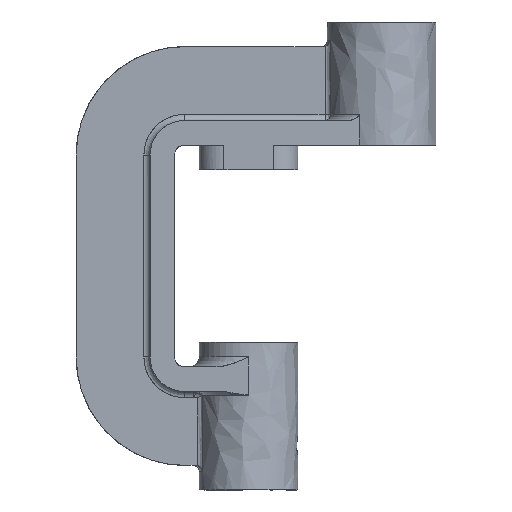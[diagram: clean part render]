
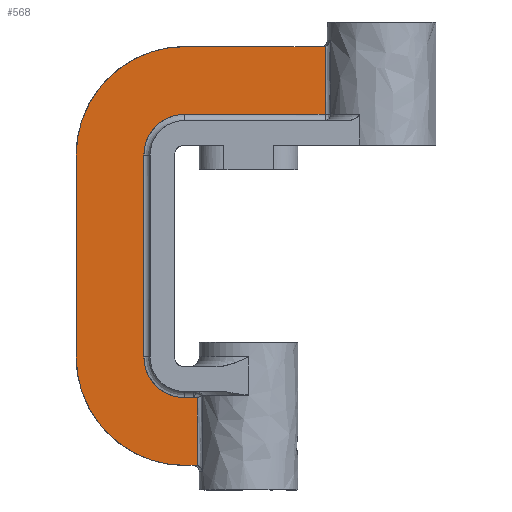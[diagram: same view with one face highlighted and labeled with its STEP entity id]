
A CAD part, left-side view. The second image highlights one B-rep face of the part: STEP entity #568.
In plain terms, the highlighted free-form (B-spline) face has degree [1, 1] with [2, 2] control points.
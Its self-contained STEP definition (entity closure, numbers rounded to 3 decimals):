
#568 = ADVANCED_FACE('',(#569),#710,.T.);
#569 = FACE_BOUND('',#570,.T.);
#570 = EDGE_LOOP('',(#571,#583,#590,#598,#605,#613,#620,#627,#637,#644,
    #652,#659,#667,#674,#684,#691));
#571 = ORIENTED_EDGE('',*,*,#572,.T.);
#572 = EDGE_CURVE('',#573,#575,#577,.T.);
#573 = VERTEX_POINT('',#574);
#574 = CARTESIAN_POINT('',(-2.789,35.295,
    -47.625));
#575 = VERTEX_POINT('',#576);
#576 = CARTESIAN_POINT('',(-2.789,35.46,
    -47.646));
#577 = B_SPLINE_CURVE_WITH_KNOTS('',4,(#578,#579,#580,#581,#582),
  .UNSPECIFIED.,.F.,.F.,(5,5),(1.404,1.813),
  .PIECEWISE_BEZIER_KNOTS.);
#578 = CARTESIAN_POINT('',(-2.789,35.295,
    -47.625));
#579 = CARTESIAN_POINT('',(-2.789,35.339,
    -47.635));
#580 = CARTESIAN_POINT('',(-2.789,35.381,
    -47.642));
#581 = CARTESIAN_POINT('',(-2.789,35.42,
    -47.646));
#582 = CARTESIAN_POINT('',(-2.789,35.46,
    -47.646));
#583 = ORIENTED_EDGE('',*,*,#584,.T.);
#584 = EDGE_CURVE('',#575,#585,#587,.T.);
#585 = VERTEX_POINT('',#586);
#586 = CARTESIAN_POINT('',(-2.789,37.187,
    -47.646));
#587 = B_SPLINE_CURVE_WITH_KNOTS('',1,(#588,#589),.UNSPECIFIED.,.F.,.F.,
  (2,2),(0.,1.857),.PIECEWISE_BEZIER_KNOTS.);
#588 = CARTESIAN_POINT('',(-2.789,35.46,
    -47.646));
#589 = CARTESIAN_POINT('',(-2.789,37.187,
    -47.646));
#590 = ORIENTED_EDGE('',*,*,#591,.T.);
#591 = EDGE_CURVE('',#585,#592,#594,.T.);
#592 = VERTEX_POINT('',#593);
#593 = CARTESIAN_POINT('',(-2.789,44.857,
    -39.976));
#594 = ( BOUNDED_CURVE() B_SPLINE_CURVE(2,(#595,#596,#597),
.UNSPECIFIED.,.F.,.F.) B_SPLINE_CURVE_WITH_KNOTS((3,3),(
0.,1.571),.PIECEWISE_BEZIER_KNOTS.) CURVE() 
GEOMETRIC_REPRESENTATION_ITEM() RATIONAL_B_SPLINE_CURVE((1.,
0.707,1.)) REPRESENTATION_ITEM('') );
#595 = CARTESIAN_POINT('',(-2.789,37.187,
    -47.646));
#596 = CARTESIAN_POINT('',(-2.789,44.857,
    -47.646));
#597 = CARTESIAN_POINT('',(-2.789,44.857,
    -39.976));
#598 = ORIENTED_EDGE('',*,*,#599,.T.);
#599 = EDGE_CURVE('',#592,#600,#602,.T.);
#600 = VERTEX_POINT('',#601);
#601 = CARTESIAN_POINT('',(-2.789,44.857,
    -1.859));
#602 = B_SPLINE_CURVE_WITH_KNOTS('',1,(#603,#604),.UNSPECIFIED.,.F.,.F.,
  (2,2),(0.,41.),.PIECEWISE_BEZIER_KNOTS.);
#603 = CARTESIAN_POINT('',(-2.789,44.857,
    -39.976));
#604 = CARTESIAN_POINT('',(-2.789,44.857,
    -1.859));
#605 = ORIENTED_EDGE('',*,*,#606,.T.);
#606 = EDGE_CURVE('',#600,#607,#609,.T.);
#607 = VERTEX_POINT('',#608);
#608 = CARTESIAN_POINT('',(-2.789,37.187,
    5.81));
#609 = ( BOUNDED_CURVE() B_SPLINE_CURVE(2,(#610,#611,#612),
.UNSPECIFIED.,.F.,.F.) B_SPLINE_CURVE_WITH_KNOTS((3,3),(
0.,1.571),.PIECEWISE_BEZIER_KNOTS.) CURVE() 
GEOMETRIC_REPRESENTATION_ITEM() RATIONAL_B_SPLINE_CURVE((1.,
0.707,1.)) REPRESENTATION_ITEM('') );
#610 = CARTESIAN_POINT('',(-2.789,44.857,
    -1.859));
#611 = CARTESIAN_POINT('',(-2.789,44.857,
    5.81));
#612 = CARTESIAN_POINT('',(-2.789,37.187,
    5.81));
#613 = ORIENTED_EDGE('',*,*,#614,.T.);
#614 = EDGE_CURVE('',#607,#615,#617,.T.);
#615 = VERTEX_POINT('',#616);
#616 = CARTESIAN_POINT('',(-2.789,10.681,
    5.81));
#617 = B_SPLINE_CURVE_WITH_KNOTS('',1,(#618,#619),.UNSPECIFIED.,.F.,.F.,
  (2,2),(0.,28.511),.PIECEWISE_BEZIER_KNOTS.);
#618 = CARTESIAN_POINT('',(-2.789,37.187,
    5.81));
#619 = CARTESIAN_POINT('',(-2.789,10.681,
    5.81));
#620 = ORIENTED_EDGE('',*,*,#621,.T.);
#621 = EDGE_CURVE('',#615,#622,#624,.T.);
#622 = VERTEX_POINT('',#623);
#623 = CARTESIAN_POINT('',(-2.789,10.681,
    18.647));
#624 = B_SPLINE_CURVE_WITH_KNOTS('',1,(#625,#626),.UNSPECIFIED.,.F.,.F.,
  (2,2),(0.,13.808),.PIECEWISE_BEZIER_KNOTS.);
#625 = CARTESIAN_POINT('',(-2.789,10.681,
    5.81));
#626 = CARTESIAN_POINT('',(-2.789,10.681,
    18.647));
#627 = ORIENTED_EDGE('',*,*,#628,.T.);
#628 = EDGE_CURVE('',#622,#629,#631,.T.);
#629 = VERTEX_POINT('',#630);
#630 = CARTESIAN_POINT('',(-2.789,11.042,
    18.593));
#631 = B_SPLINE_CURVE_WITH_KNOTS('',4,(#632,#633,#634,#635,#636),
  .UNSPECIFIED.,.F.,.F.,(5,5),(0.,1.),.PIECEWISE_BEZIER_KNOTS.);
#632 = CARTESIAN_POINT('',(-2.789,10.681,
    18.647));
#633 = CARTESIAN_POINT('',(-2.789,10.769,
    18.62));
#634 = CARTESIAN_POINT('',(-2.789,10.859,
    18.602));
#635 = CARTESIAN_POINT('',(-2.789,10.95,
    18.593));
#636 = CARTESIAN_POINT('',(-2.789,11.042,
    18.593));
#637 = ORIENTED_EDGE('',*,*,#638,.T.);
#638 = EDGE_CURVE('',#629,#639,#641,.T.);
#639 = VERTEX_POINT('',#640);
#640 = CARTESIAN_POINT('',(-2.789,37.187,
    18.593));
#641 = B_SPLINE_CURVE_WITH_KNOTS('',1,(#642,#643),.UNSPECIFIED.,.F.,.F.,
  (2,2),(0.,28.123),.PIECEWISE_BEZIER_KNOTS.);
#642 = CARTESIAN_POINT('',(-2.789,11.042,
    18.593));
#643 = CARTESIAN_POINT('',(-2.789,37.187,
    18.593));
#644 = ORIENTED_EDGE('',*,*,#645,.T.);
#645 = EDGE_CURVE('',#639,#646,#648,.T.);
#646 = VERTEX_POINT('',#647);
#647 = CARTESIAN_POINT('',(-2.789,57.64,
    -1.859));
#648 = ( BOUNDED_CURVE() B_SPLINE_CURVE(2,(#649,#650,#651),
.UNSPECIFIED.,.F.,.F.) B_SPLINE_CURVE_WITH_KNOTS((3,3),(4.712,
6.283),.PIECEWISE_BEZIER_KNOTS.) CURVE() 
GEOMETRIC_REPRESENTATION_ITEM() RATIONAL_B_SPLINE_CURVE((1.,
0.707,1.)) REPRESENTATION_ITEM('') );
#649 = CARTESIAN_POINT('',(-2.789,37.187,
    18.593));
#650 = CARTESIAN_POINT('',(-2.789,57.64,
    18.593));
#651 = CARTESIAN_POINT('',(-2.789,57.64,
    -1.859));
#652 = ORIENTED_EDGE('',*,*,#653,.T.);
#653 = EDGE_CURVE('',#646,#654,#656,.T.);
#654 = VERTEX_POINT('',#655);
#655 = CARTESIAN_POINT('',(-2.789,57.64,
    -39.976));
#656 = B_SPLINE_CURVE_WITH_KNOTS('',1,(#657,#658),.UNSPECIFIED.,.F.,.F.,
  (2,2),(0.,41.),.PIECEWISE_BEZIER_KNOTS.);
#657 = CARTESIAN_POINT('',(-2.789,57.64,
    -1.859));
#658 = CARTESIAN_POINT('',(-2.789,57.64,
    -39.976));
#659 = ORIENTED_EDGE('',*,*,#660,.T.);
#660 = EDGE_CURVE('',#654,#661,#663,.T.);
#661 = VERTEX_POINT('',#662);
#662 = CARTESIAN_POINT('',(-2.789,37.187,
    -60.429));
#663 = ( BOUNDED_CURVE() B_SPLINE_CURVE(2,(#664,#665,#666),
.UNSPECIFIED.,.F.,.F.) B_SPLINE_CURVE_WITH_KNOTS((3,3),(0.,
1.571),.PIECEWISE_BEZIER_KNOTS.) CURVE() 
GEOMETRIC_REPRESENTATION_ITEM() RATIONAL_B_SPLINE_CURVE((1.,
0.707,1.)) REPRESENTATION_ITEM('') );
#664 = CARTESIAN_POINT('',(-2.789,57.64,
    -39.976));
#665 = CARTESIAN_POINT('',(-2.789,57.64,
    -60.429));
#666 = CARTESIAN_POINT('',(-2.789,37.187,
    -60.429));
#667 = ORIENTED_EDGE('',*,*,#668,.T.);
#668 = EDGE_CURVE('',#661,#669,#671,.T.);
#669 = VERTEX_POINT('',#670);
#670 = CARTESIAN_POINT('',(-2.789,35.181,
    -60.429));
#671 = B_SPLINE_CURVE_WITH_KNOTS('',1,(#672,#673),.UNSPECIFIED.,.F.,.F.,
  (2,2),(0.,2.157),.PIECEWISE_BEZIER_KNOTS.);
#672 = CARTESIAN_POINT('',(-2.789,37.187,
    -60.429));
#673 = CARTESIAN_POINT('',(-2.789,35.181,
    -60.429));
#674 = ORIENTED_EDGE('',*,*,#675,.T.);
#675 = EDGE_CURVE('',#669,#676,#678,.T.);
#676 = VERTEX_POINT('',#677);
#677 = CARTESIAN_POINT('',(-2.789,34.785,
    -60.493));
#678 = B_SPLINE_CURVE_WITH_KNOTS('',4,(#679,#680,#681,#682,#683),
  .UNSPECIFIED.,.F.,.F.,(5,5),(0.,1.),.PIECEWISE_BEZIER_KNOTS.);
#679 = CARTESIAN_POINT('',(-2.789,35.181,
    -60.429));
#680 = CARTESIAN_POINT('',(-2.789,35.08,
    -60.429));
#681 = CARTESIAN_POINT('',(-2.789,34.98,
    -60.439));
#682 = CARTESIAN_POINT('',(-2.789,34.88,
    -60.461));
#683 = CARTESIAN_POINT('',(-2.789,34.785,
    -60.493));
#684 = ORIENTED_EDGE('',*,*,#685,.T.);
#685 = EDGE_CURVE('',#676,#686,#688,.T.);
#686 = VERTEX_POINT('',#687);
#687 = CARTESIAN_POINT('',(-2.789,34.785,
    -47.669));
#688 = B_SPLINE_CURVE_WITH_KNOTS('',1,(#689,#690),.UNSPECIFIED.,.F.,.F.,
  (2,2),(0.,13.794),.PIECEWISE_BEZIER_KNOTS.);
#689 = CARTESIAN_POINT('',(-2.789,34.785,
    -60.493));
#690 = CARTESIAN_POINT('',(-2.789,34.785,
    -47.669));
#691 = ORIENTED_EDGE('',*,*,#692,.T.);
#692 = EDGE_CURVE('',#686,#573,#693,.T.);
#693 = B_SPLINE_CURVE_WITH_KNOTS('',8,(#694,#695,#696,#697,#698,#699,
    #700,#701,#702,#703,#704,#705,#706,#707,#708,#709),.UNSPECIFIED.,.F.
  ,.F.,(9,7,9),(0.314,0.342,1.404),.UNSPECIFIED.);
#694 = CARTESIAN_POINT('',(-2.789,34.785,
    -47.669));
#695 = CARTESIAN_POINT('',(-2.789,34.786,
    -47.669));
#696 = CARTESIAN_POINT('',(-2.789,34.788,
    -47.668));
#697 = CARTESIAN_POINT('',(-2.789,34.79,
    -47.667));
#698 = CARTESIAN_POINT('',(-2.789,34.791,
    -47.666));
#699 = CARTESIAN_POINT('',(-2.789,34.793,
    -47.666));
#700 = CARTESIAN_POINT('',(-2.789,34.795,
    -47.665));
#701 = CARTESIAN_POINT('',(-2.789,34.796,
    -47.664));
#702 = CARTESIAN_POINT('',(-2.789,34.859,
    -47.639));
#703 = CARTESIAN_POINT('',(-2.789,34.922,
    -47.62));
#704 = CARTESIAN_POINT('',(-2.789,34.986,
    -47.607));
#705 = CARTESIAN_POINT('',(-2.789,35.051,
    -47.6));
#706 = CARTESIAN_POINT('',(-2.789,35.114,
    -47.598));
#707 = CARTESIAN_POINT('',(-2.789,35.177,
    -47.602));
#708 = CARTESIAN_POINT('',(-2.789,35.237,
    -47.611));
#709 = CARTESIAN_POINT('',(-2.789,35.295,
    -47.625));
#710 = B_SPLINE_SURFACE_WITH_KNOTS('',1,1,(
    (#711,#712)
    ,(#713,#714
    )),.UNSPECIFIED.,.F.,.F.,.F.,(2,2),(2,2),(-62.,-11.489),(
    -65.069,20.058),.PIECEWISE_BEZIER_KNOTS.);
#711 = CARTESIAN_POINT('',(-2.789,57.64,
    -60.493));
#712 = CARTESIAN_POINT('',(-2.789,57.64,
    18.647));
#713 = CARTESIAN_POINT('',(-2.789,10.681,
    -60.493));
#714 = CARTESIAN_POINT('',(-2.789,10.681,
    18.647));
